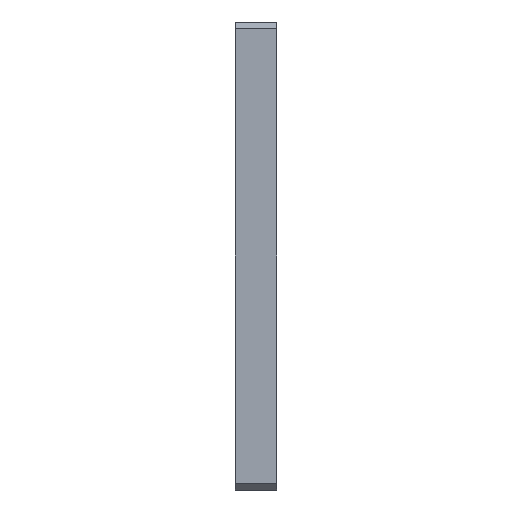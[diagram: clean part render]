
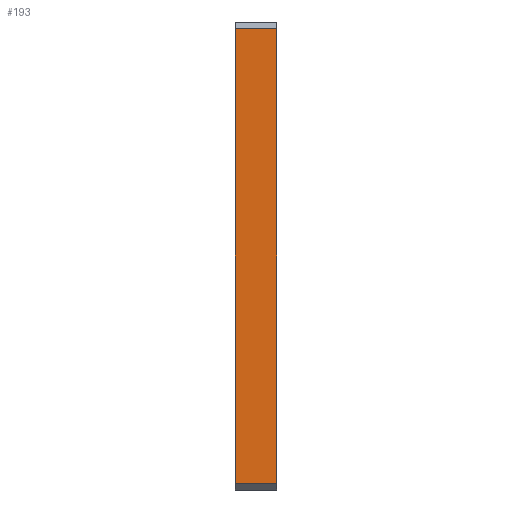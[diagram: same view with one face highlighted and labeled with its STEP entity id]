
A CAD part, left-side view. The second image highlights one B-rep face of the part: STEP entity #193.
In plain terms, the highlighted planar face has unit normal (-1, 0, 0).
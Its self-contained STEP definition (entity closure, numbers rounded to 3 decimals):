
#8 = CARTESIAN_POINT ( 'NONE',  ( -49., 6., 33. ) ) ;
#11 = CARTESIAN_POINT ( 'NONE',  ( -49., 0., -33. ) ) ;
#14 = CARTESIAN_POINT ( 'NONE',  ( -49., 6., -33. ) ) ;
#68 = CARTESIAN_POINT ( 'NONE',  ( -49., 6., -33. ) ) ;
#74 = DIRECTION ( 'NONE',  ( 0., -1., 0. ) ) ;
#81 = DIRECTION ( 'NONE',  ( 0., 0., 1. ) ) ;
#86 = CARTESIAN_POINT ( 'NONE',  ( -49., 0., -34. ) ) ;
#91 = CARTESIAN_POINT ( 'NONE',  ( -49., 3.2, -33. ) ) ;
#94 = DIRECTION ( 'NONE',  ( 0., 1., 0. ) ) ;
#96 = LINE ( 'NONE', #86, #352 ) ;
#98 = DIRECTION ( 'NONE',  ( 0., 0., 1. ) ) ;
#99 = LINE ( 'NONE', #68, #364 ) ;
#100 = LINE ( 'NONE', #91, #329 ) ;
#122 = CARTESIAN_POINT ( 'NONE',  ( -49., 0., 33. ) ) ;
#193 = ADVANCED_FACE ( 'NONE', ( #381 ), #385, .F. ) ;
#210 = EDGE_CURVE ( 'NONE', #495, #534, #730, .T. ) ;
#215 = EDGE_CURVE ( 'NONE', #546, #545, #100, .T. ) ;
#217 = EDGE_CURVE ( 'NONE', #546, #534, #99, .T. ) ;
#228 = EDGE_CURVE ( 'NONE', #545, #495, #96, .T. ) ;
#329 = VECTOR ( 'NONE', #74, 1000. ) ;
#352 = VECTOR ( 'NONE', #98, 1000. ) ;
#357 = AXIS2_PLACEMENT_3D ( 'NONE', #392, #411, #387 ) ;
#358 = VECTOR ( 'NONE', #94, 1000. ) ;
#364 = VECTOR ( 'NONE', #81, 1000. ) ;
#381 = FACE_OUTER_BOUND ( 'NONE', #483, .T. ) ;
#385 = PLANE ( 'NONE',  #357 ) ;
#387 = DIRECTION ( 'NONE',  ( 0., 0., -1. ) ) ;
#392 = CARTESIAN_POINT ( 'NONE',  ( -49., 3.2, -34. ) ) ;
#411 = DIRECTION ( 'NONE',  ( 1., 0., 0. ) ) ;
#483 = EDGE_LOOP ( 'NONE', ( #543, #497, #515, #501 ) ) ;
#495 = VERTEX_POINT ( 'NONE', #122 ) ;
#497 = ORIENTED_EDGE ( 'NONE', *, *, #228, .T. ) ;
#501 = ORIENTED_EDGE ( 'NONE', *, *, #217, .F. ) ;
#515 = ORIENTED_EDGE ( 'NONE', *, *, #210, .T. ) ;
#534 = VERTEX_POINT ( 'NONE', #8 ) ;
#543 = ORIENTED_EDGE ( 'NONE', *, *, #215, .T. ) ;
#545 = VERTEX_POINT ( 'NONE', #11 ) ;
#546 = VERTEX_POINT ( 'NONE', #14 ) ;
#730 = LINE ( 'NONE', #804, #358 ) ;
#804 = CARTESIAN_POINT ( 'NONE',  ( -49., 3.2, 33. ) ) ;
